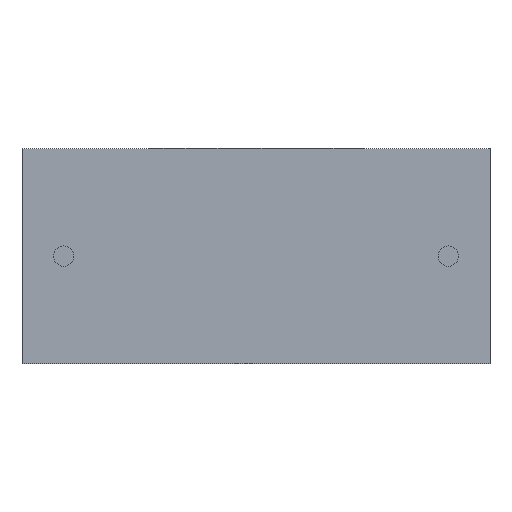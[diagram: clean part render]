
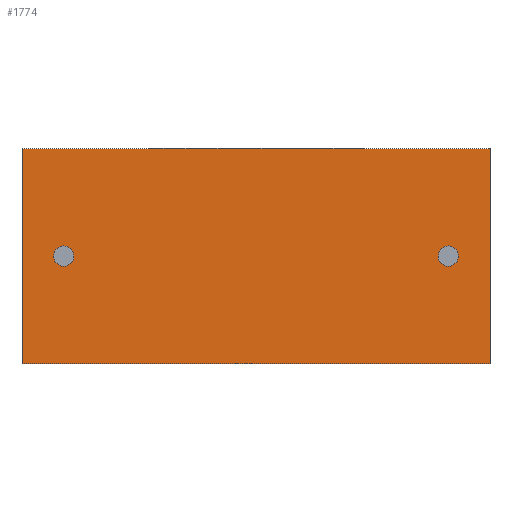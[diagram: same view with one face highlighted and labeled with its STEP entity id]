
A CAD part, front view. The second image highlights one B-rep face of the part: STEP entity #1774.
In plain terms, the highlighted planar face has unit normal (0, -1, 0).
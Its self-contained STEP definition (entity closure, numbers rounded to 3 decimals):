
#11 = CARTESIAN_POINT ( 'NONE',  ( 18.5, 0., 8.5 ) ) ;
#19 = EDGE_CURVE ( 'NONE', #1742, #1185, #947, .T. ) ;
#54 = CARTESIAN_POINT ( 'NONE',  ( 16.85, 0., 4.25 ) ) ;
#85 = CARTESIAN_POINT ( 'NONE',  ( 1.65, 0., 3.85 ) ) ;
#177 = DIRECTION ( 'NONE',  ( 0., 0., 1. ) ) ;
#184 = DIRECTION ( 'NONE',  ( 0., 0., 1. ) ) ;
#190 = EDGE_CURVE ( 'NONE', #1321, #2301, #1736, .T. ) ;
#302 = VERTEX_POINT ( 'NONE', #1729 ) ;
#371 = DIRECTION ( 'NONE',  ( 0., -1., 0. ) ) ;
#415 = CARTESIAN_POINT ( 'NONE',  ( 16.85, 0., 4.65 ) ) ;
#429 = PLANE ( 'NONE',  #1206 ) ;
#488 = EDGE_CURVE ( 'NONE', #1183, #302, #911, .T. ) ;
#519 = FACE_BOUND ( 'NONE', #2066, .T. ) ;
#524 = DIRECTION ( 'NONE',  ( 0., 0., -1. ) ) ;
#613 = CIRCLE ( 'NONE', #679, 0.4 ) ;
#652 = CARTESIAN_POINT ( 'NONE',  ( 18.5, 0., 8.5 ) ) ;
#663 = DIRECTION ( 'NONE',  ( 0., 1., 0. ) ) ;
#679 = AXIS2_PLACEMENT_3D ( 'NONE', #54, #663, #1637 ) ;
#701 = EDGE_CURVE ( 'NONE', #1679, #2301, #1544, .T. ) ;
#722 = AXIS2_PLACEMENT_3D ( 'NONE', #1159, #1928, #2310 ) ;
#747 = CARTESIAN_POINT ( 'NONE',  ( 0., 0., 0. ) ) ;
#790 = ORIENTED_EDGE ( 'NONE', *, *, #1976, .T. ) ;
#792 = DIRECTION ( 'NONE',  ( 0., 0., -1. ) ) ;
#794 = ORIENTED_EDGE ( 'NONE', *, *, #1788, .F. ) ;
#875 = CARTESIAN_POINT ( 'NONE',  ( 0., 0., 8.5 ) ) ;
#911 = CIRCLE ( 'NONE', #2224, 0.4 ) ;
#947 = CIRCLE ( 'NONE', #722, 0.4 ) ;
#999 = CARTESIAN_POINT ( 'NONE',  ( 1.65, 0., 4.65 ) ) ;
#1002 = ORIENTED_EDGE ( 'NONE', *, *, #190, .F. ) ;
#1035 = EDGE_LOOP ( 'NONE', ( #1072, #1002, #1883, #790 ) ) ;
#1066 = CARTESIAN_POINT ( 'NONE',  ( 0., 0., 8.5 ) ) ;
#1072 = ORIENTED_EDGE ( 'NONE', *, *, #701, .T. ) ;
#1152 = CARTESIAN_POINT ( 'NONE',  ( 1.65, 0., 4.25 ) ) ;
#1154 = AXIS2_PLACEMENT_3D ( 'NONE', #1152, #371, #184 ) ;
#1159 = CARTESIAN_POINT ( 'NONE',  ( 1.65, 0., 4.25 ) ) ;
#1183 = VERTEX_POINT ( 'NONE', #415 ) ;
#1185 = VERTEX_POINT ( 'NONE', #999 ) ;
#1186 = VECTOR ( 'NONE', #2112, 1000. ) ;
#1206 = AXIS2_PLACEMENT_3D ( 'NONE', #2081, #1322, #177 ) ;
#1304 = DIRECTION ( 'NONE',  ( 1., 0., 0. ) ) ;
#1321 = VERTEX_POINT ( 'NONE', #652 ) ;
#1322 = DIRECTION ( 'NONE',  ( 0., 1., 0. ) ) ;
#1385 = CARTESIAN_POINT ( 'NONE',  ( 18.5, 0., 0. ) ) ;
#1404 = CIRCLE ( 'NONE', #1154, 0.4 ) ;
#1444 = ORIENTED_EDGE ( 'NONE', *, *, #488, .T. ) ;
#1544 = LINE ( 'NONE', #747, #2477 ) ;
#1549 = FACE_OUTER_BOUND ( 'NONE', #1035, .T. ) ;
#1617 = ORIENTED_EDGE ( 'NONE', *, *, #2172, .T. ) ;
#1637 = DIRECTION ( 'NONE',  ( 0., 0., -1. ) ) ;
#1679 = VERTEX_POINT ( 'NONE', #1960 ) ;
#1692 = CARTESIAN_POINT ( 'NONE',  ( 16.85, 0., 4.25 ) ) ;
#1729 = CARTESIAN_POINT ( 'NONE',  ( 16.85, 0., 3.85 ) ) ;
#1731 = EDGE_LOOP ( 'NONE', ( #1444, #1617 ) ) ;
#1736 = LINE ( 'NONE', #11, #1186 ) ;
#1742 = VERTEX_POINT ( 'NONE', #85 ) ;
#1774 = ADVANCED_FACE ( 'NONE', ( #2309, #1549, #519 ), #429, .F. ) ;
#1788 = EDGE_CURVE ( 'NONE', #1185, #1742, #1404, .T. ) ;
#1860 = LINE ( 'NONE', #1066, #1952 ) ;
#1882 = VECTOR ( 'NONE', #792, 1000. ) ;
#1883 = ORIENTED_EDGE ( 'NONE', *, *, #2474, .F. ) ;
#1928 = DIRECTION ( 'NONE',  ( 0., -1., 0. ) ) ;
#1939 = LINE ( 'NONE', #875, #1882 ) ;
#1952 = VECTOR ( 'NONE', #2177, 1000. ) ;
#1960 = CARTESIAN_POINT ( 'NONE',  ( 0., 0., 0. ) ) ;
#1976 = EDGE_CURVE ( 'NONE', #2230, #1679, #1939, .T. ) ;
#2066 = EDGE_LOOP ( 'NONE', ( #794, #2345 ) ) ;
#2081 = CARTESIAN_POINT ( 'NONE',  ( 0., 0., 8.5 ) ) ;
#2090 = CARTESIAN_POINT ( 'NONE',  ( 0., 0., 8.5 ) ) ;
#2112 = DIRECTION ( 'NONE',  ( 0., 0., -1. ) ) ;
#2172 = EDGE_CURVE ( 'NONE', #302, #1183, #613, .T. ) ;
#2177 = DIRECTION ( 'NONE',  ( 1., 0., 0. ) ) ;
#2224 = AXIS2_PLACEMENT_3D ( 'NONE', #1692, #2452, #524 ) ;
#2230 = VERTEX_POINT ( 'NONE', #2090 ) ;
#2301 = VERTEX_POINT ( 'NONE', #1385 ) ;
#2309 = FACE_BOUND ( 'NONE', #1731, .T. ) ;
#2310 = DIRECTION ( 'NONE',  ( 0., 0., 1. ) ) ;
#2345 = ORIENTED_EDGE ( 'NONE', *, *, #19, .F. ) ;
#2452 = DIRECTION ( 'NONE',  ( 0., 1., 0. ) ) ;
#2474 = EDGE_CURVE ( 'NONE', #2230, #1321, #1860, .T. ) ;
#2477 = VECTOR ( 'NONE', #1304, 1000. ) ;
